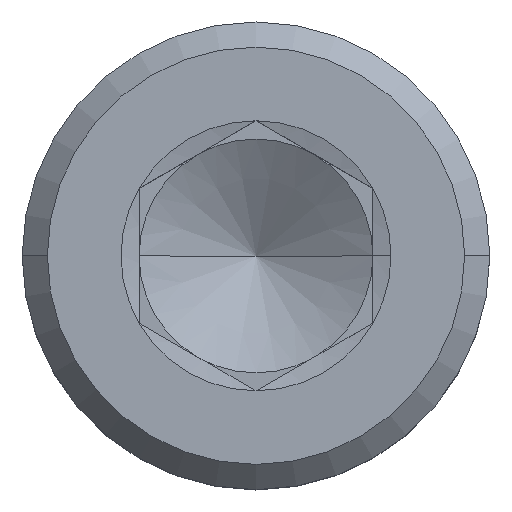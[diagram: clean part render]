
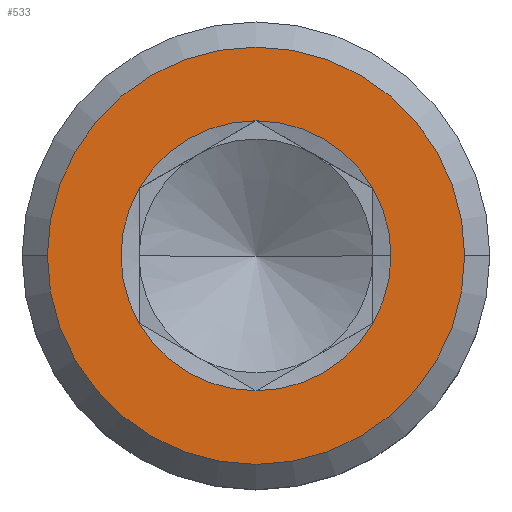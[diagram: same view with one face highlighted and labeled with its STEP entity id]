
A CAD part, top view. The second image highlights one B-rep face of the part: STEP entity #533.
In plain terms, the highlighted planar face has unit normal (0, 0, 1).
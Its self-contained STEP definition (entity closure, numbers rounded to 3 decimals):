
#4 = DIRECTION ( 'NONE',  ( 1., 0., 0. ) ) ;
#8 = DIRECTION ( 'NONE',  ( -1., 0., 0. ) ) ;
#10 = CARTESIAN_POINT ( 'NONE',  ( 0., 0., 0. ) ) ;
#35 = VERTEX_POINT ( 'NONE', #898 ) ;
#41 = EDGE_CURVE ( 'NONE', #114, #216, #562, .T. ) ;
#70 = DIRECTION ( 'NONE',  ( 0., 0., 1. ) ) ;
#72 = CARTESIAN_POINT ( 'NONE',  ( 0., 0., 0. ) ) ;
#99 = DIRECTION ( 'NONE',  ( 1., 0., 0. ) ) ;
#114 = VERTEX_POINT ( 'NONE', #1046 ) ;
#125 = CARTESIAN_POINT ( 'NONE',  ( 1.16, 0., 0. ) ) ;
#159 = AXIS2_PLACEMENT_3D ( 'NONE', #426, #744, #1073 ) ;
#168 = CARTESIAN_POINT ( 'NONE',  ( 0., 0., 0. ) ) ;
#170 = CARTESIAN_POINT ( 'NONE',  ( -0.65, 0.375, 0. ) ) ;
#178 = AXIS2_PLACEMENT_3D ( 'NONE', #168, #988, #582 ) ;
#207 = CIRCLE ( 'NONE', #521, 0.751 ) ;
#216 = VERTEX_POINT ( 'NONE', #125 ) ;
#219 = ORIENTED_EDGE ( 'NONE', *, *, #543, .F. ) ;
#284 = VERTEX_POINT ( 'NONE', #170 ) ;
#327 = FACE_OUTER_BOUND ( 'NONE', #524, .T. ) ;
#332 = ORIENTED_EDGE ( 'NONE', *, *, #352, .F. ) ;
#334 = DIRECTION ( 'NONE',  ( 1., 0., 0. ) ) ;
#346 = EDGE_LOOP ( 'NONE', ( #550, #491, #219, #1012, #716, #332, #677 ) ) ;
#352 = EDGE_CURVE ( 'NONE', #593, #768, #925, .T. ) ;
#356 = CIRCLE ( 'NONE', #960, 0.751 ) ;
#362 = EDGE_CURVE ( 'NONE', #402, #464, #637, .T. ) ;
#383 = DIRECTION ( 'NONE',  ( 0., 0., 1. ) ) ;
#402 = VERTEX_POINT ( 'NONE', #781 ) ;
#406 = DIRECTION ( 'NONE',  ( 1., 0., 0. ) ) ;
#412 = DIRECTION ( 'NONE',  ( 0., 0., 1. ) ) ;
#420 = CARTESIAN_POINT ( 'NONE',  ( 0., 0., 0. ) ) ;
#426 = CARTESIAN_POINT ( 'NONE',  ( 0., 0., 0. ) ) ;
#464 = VERTEX_POINT ( 'NONE', #868 ) ;
#466 = DIRECTION ( 'NONE',  ( 1., 0., 0. ) ) ;
#467 = AXIS2_PLACEMENT_3D ( 'NONE', #72, #412, #334 ) ;
#491 = ORIENTED_EDGE ( 'NONE', *, *, #595, .F. ) ;
#497 = CARTESIAN_POINT ( 'NONE',  ( 0., 0., 0. ) ) ;
#521 = AXIS2_PLACEMENT_3D ( 'NONE', #554, #383, #466 ) ;
#524 = EDGE_LOOP ( 'NONE', ( #826, #737 ) ) ;
#533 = ADVANCED_FACE ( 'NONE', ( #327, #829 ), #748, .F. ) ;
#543 = EDGE_CURVE ( 'NONE', #555, #284, #621, .T. ) ;
#550 = ORIENTED_EDGE ( 'NONE', *, *, #362, .F. ) ;
#554 = CARTESIAN_POINT ( 'NONE',  ( 0., 0., 0. ) ) ;
#555 = VERTEX_POINT ( 'NONE', #757 ) ;
#562 = CIRCLE ( 'NONE', #602, 1.16 ) ;
#582 = DIRECTION ( 'NONE',  ( 1., 0., 0. ) ) ;
#583 = DIRECTION ( 'NONE',  ( 0., 0., 1. ) ) ;
#589 = DIRECTION ( 'NONE',  ( 0., 0., -1. ) ) ;
#593 = VERTEX_POINT ( 'NONE', #1000 ) ;
#595 = EDGE_CURVE ( 'NONE', #284, #402, #741, .T. ) ;
#599 = DIRECTION ( 'NONE',  ( 0., 0., 1. ) ) ;
#602 = AXIS2_PLACEMENT_3D ( 'NONE', #986, #821, #4 ) ;
#605 = AXIS2_PLACEMENT_3D ( 'NONE', #769, #599, #99 ) ;
#621 = CIRCLE ( 'NONE', #178, 0.751 ) ;
#629 = EDGE_CURVE ( 'NONE', #464, #593, #207, .T. ) ;
#637 = CIRCLE ( 'NONE', #159, 0.751 ) ;
#656 = DIRECTION ( 'NONE',  ( 1., 0., 0. ) ) ;
#663 = DIRECTION ( 'NONE',  ( 0., 0., 1. ) ) ;
#666 = EDGE_CURVE ( 'NONE', #216, #114, #1007, .T. ) ;
#677 = ORIENTED_EDGE ( 'NONE', *, *, #629, .F. ) ;
#716 = ORIENTED_EDGE ( 'NONE', *, *, #723, .F. ) ;
#723 = EDGE_CURVE ( 'NONE', #768, #35, #356, .T. ) ;
#737 = ORIENTED_EDGE ( 'NONE', *, *, #666, .T. ) ;
#741 = CIRCLE ( 'NONE', #605, 0.751 ) ;
#744 = DIRECTION ( 'NONE',  ( 0., 0., 1. ) ) ;
#748 = PLANE ( 'NONE',  #994 ) ;
#757 = CARTESIAN_POINT ( 'NONE',  ( 0., 0.751, 0. ) ) ;
#768 = VERTEX_POINT ( 'NONE', #805 ) ;
#769 = CARTESIAN_POINT ( 'NONE',  ( 0., 0., 0. ) ) ;
#781 = CARTESIAN_POINT ( 'NONE',  ( -0.65, -0.375, 0. ) ) ;
#792 = AXIS2_PLACEMENT_3D ( 'NONE', #420, #663, #656 ) ;
#793 = AXIS2_PLACEMENT_3D ( 'NONE', #10, #583, #909 ) ;
#805 = CARTESIAN_POINT ( 'NONE',  ( 0.751, 0., 0. ) ) ;
#821 = DIRECTION ( 'NONE',  ( 0., 0., 1. ) ) ;
#826 = ORIENTED_EDGE ( 'NONE', *, *, #41, .T. ) ;
#829 = FACE_BOUND ( 'NONE', #346, .T. ) ;
#844 = CIRCLE ( 'NONE', #793, 0.751 ) ;
#868 = CARTESIAN_POINT ( 'NONE',  ( 0., -0.751, 0. ) ) ;
#898 = CARTESIAN_POINT ( 'NONE',  ( 0.65, 0.375, 0. ) ) ;
#909 = DIRECTION ( 'NONE',  ( 1., 0., 0. ) ) ;
#925 = CIRCLE ( 'NONE', #467, 0.751 ) ;
#960 = AXIS2_PLACEMENT_3D ( 'NONE', #497, #70, #406 ) ;
#986 = CARTESIAN_POINT ( 'NONE',  ( 0., 0., 0. ) ) ;
#988 = DIRECTION ( 'NONE',  ( 0., 0., 1. ) ) ;
#994 = AXIS2_PLACEMENT_3D ( 'NONE', #1076, #589, #8 ) ;
#1000 = CARTESIAN_POINT ( 'NONE',  ( 0.65, -0.375, 0. ) ) ;
#1007 = CIRCLE ( 'NONE', #792, 1.16 ) ;
#1012 = ORIENTED_EDGE ( 'NONE', *, *, #1059, .F. ) ;
#1046 = CARTESIAN_POINT ( 'NONE',  ( -1.16, 0., 0. ) ) ;
#1059 = EDGE_CURVE ( 'NONE', #35, #555, #844, .T. ) ;
#1073 = DIRECTION ( 'NONE',  ( 1., 0., 0. ) ) ;
#1076 = CARTESIAN_POINT ( 'NONE',  ( 0., 0., 0. ) ) ;
